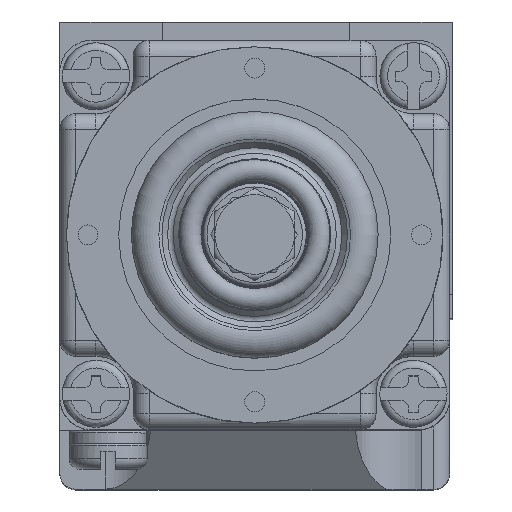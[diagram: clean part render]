
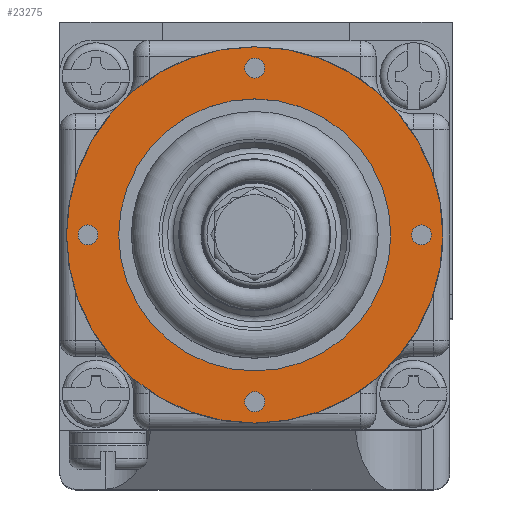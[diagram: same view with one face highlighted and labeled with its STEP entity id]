
A CAD part, top view. The second image highlights one B-rep face of the part: STEP entity #23275.
In plain terms, the highlighted planar face has unit normal (0, 0, 1).
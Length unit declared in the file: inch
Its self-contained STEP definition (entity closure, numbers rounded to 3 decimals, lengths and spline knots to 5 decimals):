
#154 = CARTESIAN_POINT ( 'NONE',  ( -2.49767, 1.2787, 2.01581 ) ) ;
#274 = DIRECTION ( 'NONE',  ( -1., 0., 0. ) ) ;
#694 = DIRECTION ( 'NONE',  ( 0., 0., -1. ) ) ;
#1016 = CARTESIAN_POINT ( 'NONE',  ( -1.36317, 1.2787, 2.01581 ) ) ;
#1998 = ORIENTED_EDGE ( 'NONE', *, *, #17077, .T. ) ;
#2035 = CIRCLE ( 'NONE', #10570, 0.729 ) ;
#3712 = DIRECTION ( 'NONE',  ( -1., 0., 0. ) ) ;
#3733 = ORIENTED_EDGE ( 'NONE', *, *, #30551, .T. ) ;
#4201 = DIRECTION ( 'NONE',  ( -1., 0., 0. ) ) ;
#5050 = DIRECTION ( 'NONE',  ( 0., 0., -1. ) ) ;
#6012 = EDGE_LOOP ( 'NONE', ( #10160 ) ) ;
#6164 = AXIS2_PLACEMENT_3D ( 'NONE', #37411, #5050, #17778 ) ;
#6218 = DIRECTION ( 'NONE',  ( 0., 0., -1. ) ) ;
#6717 = EDGE_CURVE ( 'NONE', #15033, #15033, #25618, .T. ) ;
#7567 = CIRCLE ( 'NONE', #6164, 0.0385 ) ;
#8850 = VERTEX_POINT ( 'NONE', #40348 ) ;
#10160 = ORIENTED_EDGE ( 'NONE', *, *, #6717, .T. ) ;
#10352 = EDGE_CURVE ( 'NONE', #29918, #29918, #14536, .T. ) ;
#10570 = AXIS2_PLACEMENT_3D ( 'NONE', #36723, #16763, #274 ) ;
#10996 = CARTESIAN_POINT ( 'NONE',  ( -2.69967, 1.2787, 2.01581 ) ) ;
#11044 = CARTESIAN_POINT ( 'NONE',  ( -1.97067, 1.2787, 2.01581 ) ) ;
#13346 = EDGE_LOOP ( 'NONE', ( #18343 ) ) ;
#13943 = VERTEX_POINT ( 'NONE', #10996 ) ;
#14129 = DIRECTION ( 'NONE',  ( 0., 0., 1. ) ) ;
#14536 = CIRCLE ( 'NONE', #16385, 0.0385 ) ;
#15033 = VERTEX_POINT ( 'NONE', #154 ) ;
#15112 = EDGE_CURVE ( 'NONE', #33008, #33008, #27947, .T. ) ;
#15412 = EDGE_LOOP ( 'NONE', ( #41001 ) ) ;
#16064 = FACE_BOUND ( 'NONE', #30918, .T. ) ;
#16313 = CARTESIAN_POINT ( 'NONE',  ( -1.32467, 1.2787, 2.01581 ) ) ;
#16385 = AXIS2_PLACEMENT_3D ( 'NONE', #20776, #694, #4201 ) ;
#16763 = DIRECTION ( 'NONE',  ( 0., 0., 1. ) ) ;
#17077 = EDGE_CURVE ( 'NONE', #8850, #8850, #7567, .T. ) ;
#17720 = DIRECTION ( 'NONE',  ( -1., 0., 0. ) ) ;
#17778 = DIRECTION ( 'NONE',  ( -1., 0., 0. ) ) ;
#18163 = DIRECTION ( 'NONE',  ( 1., 0., 0. ) ) ;
#18343 = ORIENTED_EDGE ( 'NONE', *, *, #15112, .T. ) ;
#20284 = PLANE ( 'NONE',  #28433 ) ;
#20776 = CARTESIAN_POINT ( 'NONE',  ( -2.61667, 1.2787, 2.01581 ) ) ;
#22389 = CIRCLE ( 'NONE', #32627, 0.0385 ) ;
#22811 = CARTESIAN_POINT ( 'NONE',  ( -2.65517, 1.2787, 2.01581 ) ) ;
#23275 = ADVANCED_FACE ( 'NONE', ( #39188, #23277, #27330, #16064, #27868, #37661 ), #20284, .T. ) ;
#23277 = FACE_BOUND ( 'NONE', #13346, .T. ) ;
#23535 = CARTESIAN_POINT ( 'NONE',  ( -2.00917, 0.6327, 2.01581 ) ) ;
#25618 = CIRCLE ( 'NONE', #32720, 0.527 ) ;
#27330 = FACE_BOUND ( 'NONE', #38728, .T. ) ;
#27868 = FACE_BOUND ( 'NONE', #6012, .T. ) ;
#27947 = CIRCLE ( 'NONE', #33364, 0.0385 ) ;
#28433 = AXIS2_PLACEMENT_3D ( 'NONE', #33779, #14129, #18163 ) ;
#28835 = VERTEX_POINT ( 'NONE', #1016 ) ;
#29226 = DIRECTION ( 'NONE',  ( -1., 0., 0. ) ) ;
#29744 = CARTESIAN_POINT ( 'NONE',  ( -1.97067, 0.6327, 2.01581 ) ) ;
#29918 = VERTEX_POINT ( 'NONE', #22811 ) ;
#30551 = EDGE_CURVE ( 'NONE', #28835, #28835, #22389, .T. ) ;
#30918 = EDGE_LOOP ( 'NONE', ( #1998 ) ) ;
#32627 = AXIS2_PLACEMENT_3D ( 'NONE', #16313, #6218, #29226 ) ;
#32720 = AXIS2_PLACEMENT_3D ( 'NONE', #11044, #37357, #17720 ) ;
#32878 = DIRECTION ( 'NONE',  ( 0., 0., -1. ) ) ;
#32960 = ORIENTED_EDGE ( 'NONE', *, *, #10352, .T. ) ;
#33008 = VERTEX_POINT ( 'NONE', #23535 ) ;
#33364 = AXIS2_PLACEMENT_3D ( 'NONE', #29744, #32878, #3712 ) ;
#33779 = CARTESIAN_POINT ( 'NONE',  ( -1.97067, 1.2787, 2.01581 ) ) ;
#36180 = EDGE_CURVE ( 'NONE', #13943, #13943, #2035, .T. ) ;
#36723 = CARTESIAN_POINT ( 'NONE',  ( -1.97067, 1.2787, 2.01581 ) ) ;
#37357 = DIRECTION ( 'NONE',  ( 0., 0., -1. ) ) ;
#37411 = CARTESIAN_POINT ( 'NONE',  ( -1.97067, 1.9247, 2.01581 ) ) ;
#37661 = FACE_OUTER_BOUND ( 'NONE', #15412, .T. ) ;
#38728 = EDGE_LOOP ( 'NONE', ( #32960 ) ) ;
#39188 = FACE_BOUND ( 'NONE', #40516, .T. ) ;
#40348 = CARTESIAN_POINT ( 'NONE',  ( -2.00917, 1.9247, 2.01581 ) ) ;
#40516 = EDGE_LOOP ( 'NONE', ( #3733 ) ) ;
#41001 = ORIENTED_EDGE ( 'NONE', *, *, #36180, .T. ) ;
